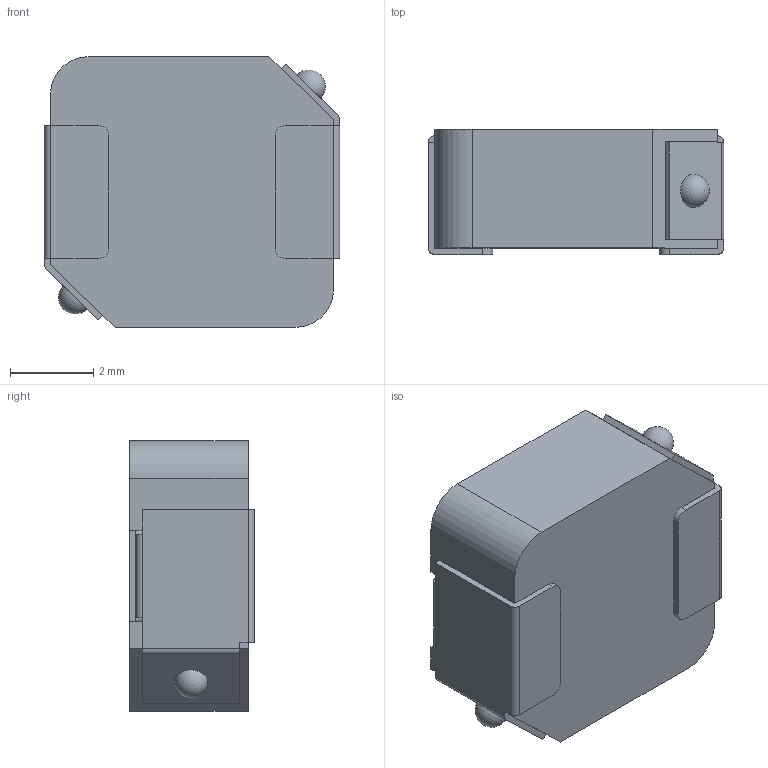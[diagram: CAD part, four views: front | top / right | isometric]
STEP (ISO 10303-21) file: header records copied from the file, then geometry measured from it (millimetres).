
FILE_DESCRIPTION(/* description */ ('STEP AP242','CAx-IF Rec.Pracs.---Representation and Presentation of Product Manufacturing Information (PMI)---4.0---2014-10-13','CAx-IF Rec.Pracs.---3D Tessellated Geometry---0.4---2014-09-14','2;1'),/* implementation_level */ '2;1');
FILE_NAME(/* name */ '66ef4bc9d5d2c05939ed28b2',/* time_stamp */ '2024-09-21T22:42:17Z',/* author */ (''),/* organization */ (''),/* preprocessor_version */ 'ST-DEVELOPER v20',/* originating_system */ ' ',/* authorisation */ ' ');
FILE_SCHEMA (('AP242_MANAGED_MODEL_BASED_3D_ENGINEERING_MIM_LF { 1 0 10303 442 1 1 4 }'));
Length unit declared in the file: metre
Products named in the file (5): SPM6530T-100M
Bounding box: 7.1 x 3 x 6.5 mm (x, y, z)
Volume: 122.8 mm3; surface area: 245.7 mm2
Topology: 5 solids, 5 shells, 84 faces, 220 edges, 144 vertices
Faces by surface type: plane 54, cylinder 28, sphere 2
Full cylindrical faces by diameter (mm): 0.8 x4
Entity records: 2641 total; most frequent: DIRECTION 444, CARTESIAN_POINT 439, ORIENTED_EDGE 420, EDGE_CURVE 210, LINE 154, VECTOR 154, AXIS2_PLACEMENT_3D 145, VERTEX_POINT 140
